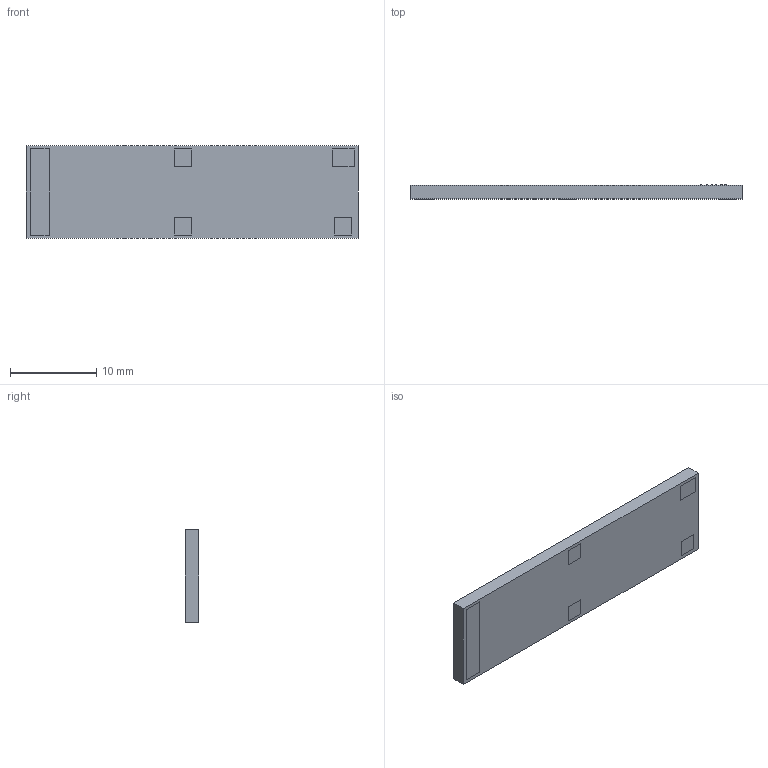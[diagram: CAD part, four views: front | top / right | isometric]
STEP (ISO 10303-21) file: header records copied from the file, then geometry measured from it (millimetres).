
FILE_DESCRIPTION (( 'STEP AP214' ), '1' );
FILE_NAME ('PCS.50.A_Web.STEP', '2021-07-21T11:08:53', ( 'localadmin' ), ( '' ), 'SwSTEP 2.0', 'SolidWorks 2018', '' );
FILE_SCHEMA (( 'AUTOMOTIVE_DESIGN' ));
Length unit declared in the file: millimetre
Products named in the file (1): PCS.50.A_Web
Bounding box: 38.6 x 1.61 x 10.8 mm (x, y, z)
Volume: 667.1 mm3; surface area: 992.9 mm2
Topology: 1 solids, 1 shells, 512 faces, 1419 edges, 946 vertices
Faces by surface type: plane 267, bspline 245
Entity records: 18638 total; most frequent: CARTESIAN_POINT 7007, ORIENTED_EDGE 2838, DIRECTION 1465, EDGE_CURVE 1419, VERTEX_POINT 946, LINE 929, VECTOR 929, EDGE_LOOP 549
